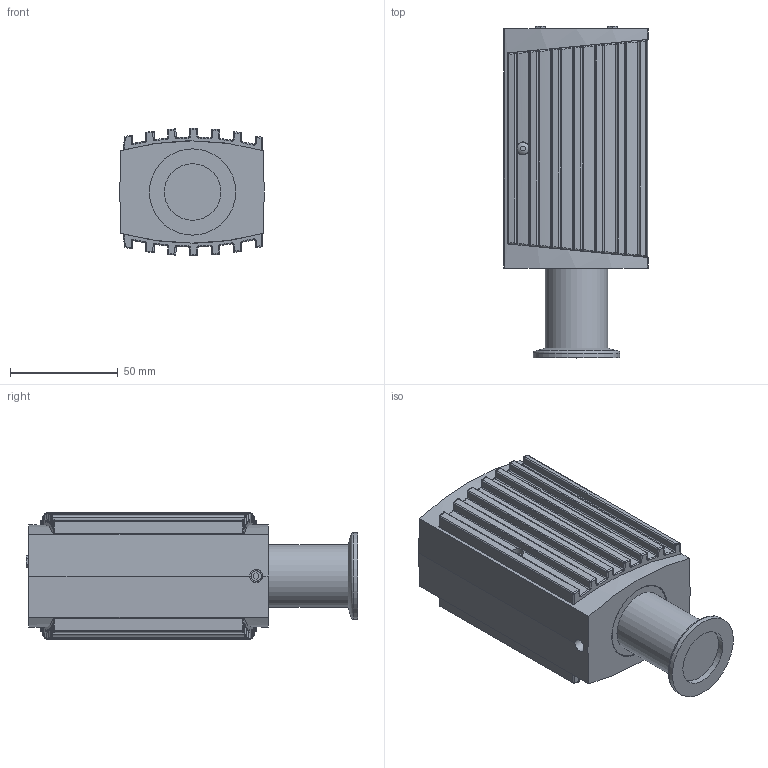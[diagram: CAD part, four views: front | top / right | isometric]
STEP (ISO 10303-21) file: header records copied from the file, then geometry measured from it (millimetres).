
FILE_DESCRIPTION((''),'2;1');
FILE_NAME('M353-501.stp','2013-04-04T10:03:34',('GELH'),(''),'Autodesk Inventor 2012','Autodesk Inventor 2012','');
FILE_SCHEMA(('AUTOMOTIVE_DESIGN { 1 0 10303 214 1 1 1 1 }'));
Length unit declared in the file: millimetre
Products named in the file (1): M353-501
Bounding box: 67 x 153.9 x 59 mm (x, y, z)
Volume: 126357.1 mm3; surface area: 85174.5 mm2
Topology: 1 solids, 1 shells, 781 faces, 2092 edges, 1321 vertices
Faces by surface type: plane 354, cylinder 259, bspline 100, sphere 58, torus 6, cone 4
Full cylindrical faces by diameter (mm): 1.5 x1, 2.3 x3, 2.4 x2, 2.8 x2, 3 x4, 3.2 x4, 4 x1, 4.8 x1, 5.6 x2, 6 x3, 24.8 x1, 25 x1, 25.6 x1, 26.2 x1, 29 x1, 31.95 x2, 32 x1, 40 x1
Entity records: 32082 total; most frequent: CARTESIAN_POINT 12440, DIRECTION 4214, ORIENTED_EDGE 4058, EDGE_CURVE 2029, AXIS2_PLACEMENT_3D 1555, VERTEX_POINT 1304, VECTOR 1104, LINE 1104
